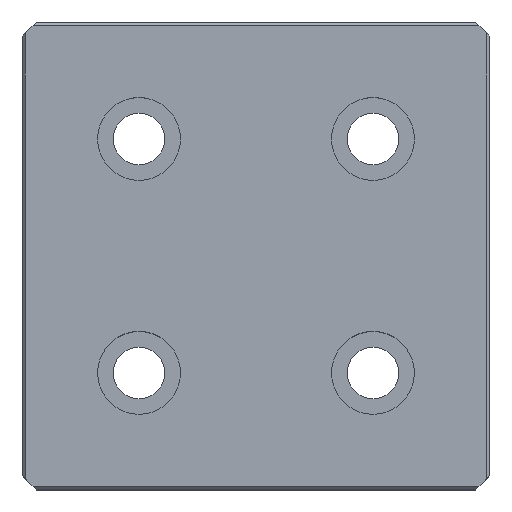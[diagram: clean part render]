
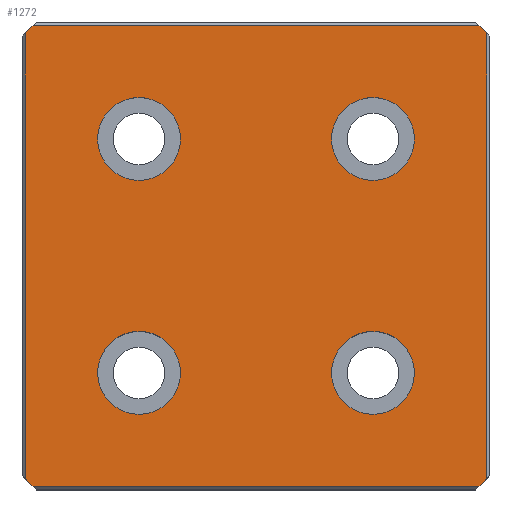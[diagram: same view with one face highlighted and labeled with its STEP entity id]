
A CAD part, top view. The second image highlights one B-rep face of the part: STEP entity #1272.
In plain terms, the highlighted planar face has unit normal (0, 0, 1).
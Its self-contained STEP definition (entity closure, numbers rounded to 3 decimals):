
#278=CARTESIAN_POINT('',(0.484,0.75,0.75));
#279=VERTEX_POINT('',#278);
#288=CARTESIAN_POINT('',(1.016,0.75,0.75));
#289=VERTEX_POINT('',#288);
#290=CARTESIAN_POINT('',(0.75,0.75,0.75));
#291=DIRECTION('',(0.0,0.0,-1.0));
#292=DIRECTION('',(-1.0,0.0,0.0));
#293=AXIS2_PLACEMENT_3D('',#290,#291,#292);
#294=CIRCLE('',#293,0.266);
#295=EDGE_CURVE('',#289,#279,#294,.T.);
#362=CARTESIAN_POINT('',(0.484,-0.75,0.75));
#363=VERTEX_POINT('',#362);
#372=CARTESIAN_POINT('',(1.016,-0.75,0.75));
#373=VERTEX_POINT('',#372);
#374=CARTESIAN_POINT('',(0.75,-0.75,0.75));
#375=DIRECTION('',(0.0,0.0,-1.0));
#376=DIRECTION('',(-1.0,0.0,0.0));
#377=AXIS2_PLACEMENT_3D('',#374,#375,#376);
#378=CIRCLE('',#377,0.266);
#379=EDGE_CURVE('',#373,#363,#378,.T.);
#446=CARTESIAN_POINT('',(1.984,0.75,0.75));
#447=VERTEX_POINT('',#446);
#456=CARTESIAN_POINT('',(2.516,0.75,0.75));
#457=VERTEX_POINT('',#456);
#458=CARTESIAN_POINT('',(2.25,0.75,0.75));
#459=DIRECTION('',(0.0,0.0,-1.0));
#460=DIRECTION('',(-1.0,0.0,0.0));
#461=AXIS2_PLACEMENT_3D('',#458,#459,#460);
#462=CIRCLE('',#461,0.266);
#463=EDGE_CURVE('',#457,#447,#462,.T.);
#530=CARTESIAN_POINT('',(1.984,-0.75,0.75));
#531=VERTEX_POINT('',#530);
#540=CARTESIAN_POINT('',(2.516,-0.75,0.75));
#541=VERTEX_POINT('',#540);
#542=CARTESIAN_POINT('',(2.25,-0.75,0.75));
#543=DIRECTION('',(0.0,0.0,-1.0));
#544=DIRECTION('',(-1.0,0.0,0.0));
#545=AXIS2_PLACEMENT_3D('',#542,#543,#544);
#546=CIRCLE('',#545,0.266);
#547=EDGE_CURVE('',#541,#531,#546,.T.);
#650=CARTESIAN_POINT('',(2.93,-1.48,0.75));
#651=VERTEX_POINT('',#650);
#700=CARTESIAN_POINT('',(2.98,-1.43,0.75));
#701=VERTEX_POINT('',#700);
#708=CARTESIAN_POINT('',(2.98,-1.43,0.75));
#709=DIRECTION('',(-0.707,-0.707,0.0));
#710=VECTOR('',#709,0.071);
#711=LINE('',#708,#710);
#712=EDGE_CURVE('',#701,#651,#711,.T.);
#878=CARTESIAN_POINT('',(0.07,-1.48,0.75));
#879=VERTEX_POINT('',#878);
#880=CARTESIAN_POINT('',(2.93,-1.48,0.75));
#881=DIRECTION('',(-1.0,0.0,0.0));
#882=VECTOR('',#881,2.86);
#883=LINE('',#880,#882);
#884=EDGE_CURVE('',#651,#879,#883,.T.);
#901=CARTESIAN_POINT('',(2.98,1.43,0.75));
#902=VERTEX_POINT('',#901);
#942=CARTESIAN_POINT('',(2.93,1.48,0.75));
#943=VERTEX_POINT('',#942);
#950=CARTESIAN_POINT('',(2.93,1.48,0.75));
#951=DIRECTION('',(0.707,-0.707,0.0));
#952=VECTOR('',#951,0.071);
#953=LINE('',#950,#952);
#954=EDGE_CURVE('',#943,#902,#953,.T.);
#973=CARTESIAN_POINT('',(0.07,1.48,0.75));
#974=VERTEX_POINT('',#973);
#981=CARTESIAN_POINT('',(0.07,1.48,0.75));
#982=DIRECTION('',(1.0,0.0,0.0));
#983=VECTOR('',#982,2.86);
#984=LINE('',#981,#983);
#985=EDGE_CURVE('',#974,#943,#984,.T.);
#1056=CARTESIAN_POINT('',(0.02,1.43,0.75));
#1057=VERTEX_POINT('',#1056);
#1064=CARTESIAN_POINT('',(0.02,1.43,0.75));
#1065=DIRECTION('',(0.707,0.707,0.0));
#1066=VECTOR('',#1065,0.071);
#1067=LINE('',#1064,#1066);
#1068=EDGE_CURVE('',#1057,#974,#1067,.T.);
#1087=CARTESIAN_POINT('',(0.02,-1.43,0.75));
#1088=VERTEX_POINT('',#1087);
#1095=CARTESIAN_POINT('',(0.02,-1.43,0.75));
#1096=DIRECTION('',(0.0,1.0,0.0));
#1097=VECTOR('',#1096,2.86);
#1098=LINE('',#1095,#1097);
#1099=EDGE_CURVE('',#1088,#1057,#1098,.T.);
#1157=CARTESIAN_POINT('',(0.07,-1.48,0.75));
#1158=DIRECTION('',(-0.707,0.707,0.0));
#1159=VECTOR('',#1158,0.071);
#1160=LINE('',#1157,#1159);
#1161=EDGE_CURVE('',#879,#1088,#1160,.T.);
#1208=CARTESIAN_POINT('',(2.98,1.43,0.75));
#1209=DIRECTION('',(0.0,-1.0,0.0));
#1210=VECTOR('',#1209,2.86);
#1211=LINE('',#1208,#1210);
#1212=EDGE_CURVE('',#902,#701,#1211,.T.);
#1217=CARTESIAN_POINT('',(3.0,1.5,0.75));
#1218=DIRECTION('',(0.0,0.0,-1.0));
#1219=DIRECTION('',(-1.0,0.0,0.0));
#1220=AXIS2_PLACEMENT_3D('',#1217,#1218,#1219);
#1221=PLANE('',#1220);
#1222=ORIENTED_EDGE('',*,*,#712,.F.);
#1223=ORIENTED_EDGE('',*,*,#1212,.F.);
#1224=ORIENTED_EDGE('',*,*,#954,.F.);
#1225=ORIENTED_EDGE('',*,*,#985,.F.);
#1226=ORIENTED_EDGE('',*,*,#1068,.F.);
#1227=ORIENTED_EDGE('',*,*,#1099,.F.);
#1228=ORIENTED_EDGE('',*,*,#1161,.F.);
#1229=ORIENTED_EDGE('',*,*,#884,.F.);
#1230=EDGE_LOOP('',(#1222,#1223,#1224,#1225,#1226,#1227,#1228,#1229));
#1231=FACE_OUTER_BOUND('',#1230,.T.);
#1232=CARTESIAN_POINT('',(0.75,0.75,0.75));
#1233=DIRECTION('',(0.0,0.0,-1.0));
#1234=DIRECTION('',(-1.0,0.0,0.0));
#1235=AXIS2_PLACEMENT_3D('',#1232,#1233,#1234);
#1236=CIRCLE('',#1235,0.266);
#1237=EDGE_CURVE('',#279,#289,#1236,.T.);
#1238=ORIENTED_EDGE('',*,*,#1237,.T.);
#1239=ORIENTED_EDGE('',*,*,#295,.T.);
#1240=EDGE_LOOP('',(#1238,#1239));
#1241=FACE_BOUND('',#1240,.T.);
#1242=CARTESIAN_POINT('',(0.75,-0.75,0.75));
#1243=DIRECTION('',(0.0,0.0,-1.0));
#1244=DIRECTION('',(-1.0,0.0,0.0));
#1245=AXIS2_PLACEMENT_3D('',#1242,#1243,#1244);
#1246=CIRCLE('',#1245,0.266);
#1247=EDGE_CURVE('',#363,#373,#1246,.T.);
#1248=ORIENTED_EDGE('',*,*,#1247,.T.);
#1249=ORIENTED_EDGE('',*,*,#379,.T.);
#1250=EDGE_LOOP('',(#1248,#1249));
#1251=FACE_BOUND('',#1250,.T.);
#1252=CARTESIAN_POINT('',(2.25,0.75,0.75));
#1253=DIRECTION('',(0.0,0.0,-1.0));
#1254=DIRECTION('',(-1.0,0.0,0.0));
#1255=AXIS2_PLACEMENT_3D('',#1252,#1253,#1254);
#1256=CIRCLE('',#1255,0.266);
#1257=EDGE_CURVE('',#447,#457,#1256,.T.);
#1258=ORIENTED_EDGE('',*,*,#1257,.T.);
#1259=ORIENTED_EDGE('',*,*,#463,.T.);
#1260=EDGE_LOOP('',(#1258,#1259));
#1261=FACE_BOUND('',#1260,.T.);
#1262=CARTESIAN_POINT('',(2.25,-0.75,0.75));
#1263=DIRECTION('',(0.0,0.0,-1.0));
#1264=DIRECTION('',(-1.0,0.0,0.0));
#1265=AXIS2_PLACEMENT_3D('',#1262,#1263,#1264);
#1266=CIRCLE('',#1265,0.266);
#1267=EDGE_CURVE('',#531,#541,#1266,.T.);
#1268=ORIENTED_EDGE('',*,*,#1267,.T.);
#1269=ORIENTED_EDGE('',*,*,#547,.T.);
#1270=EDGE_LOOP('',(#1268,#1269));
#1271=FACE_BOUND('',#1270,.T.);
#1272=ADVANCED_FACE('',(#1231,#1241,#1251,#1261,#1271),#1221,.F.);
